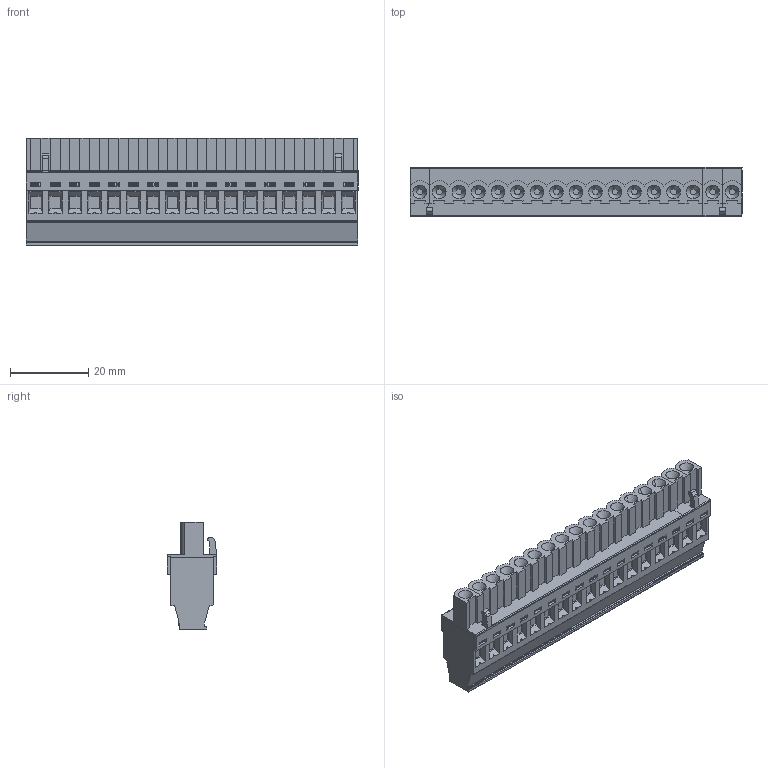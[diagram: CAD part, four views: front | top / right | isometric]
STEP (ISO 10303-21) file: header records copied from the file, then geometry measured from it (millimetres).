
FILE_DESCRIPTION(('STEP AP214'),'1');
FILE_NAME('SV17-5-F.stp','2020-03-24T11:18:27',(' '),(' '),'Spatial InterOp 3D',' ',' ');
FILE_SCHEMA(('AUTOMOTIVE_DESIGN { 1 0 10303 214 1 1 1 1 }'));
Length unit declared in the file: metre
Products named in the file (1): 1
Bounding box: 85 x 12.59 x 27.6 mm (x, y, z)
Volume: 19119 mm3; surface area: 10052.2 mm2
Topology: 1 solids, 1 shells, 1002 faces, 2490 edges, 1643 vertices
Faces by surface type: plane 792, cylinder 170, cone 40
Full cylindrical faces by diameter (mm): 1.588 x14, 2.6 x14, 2.829 x14, 3.474 x1, 3.8 x14, 3.97 x14
Entity records: 36340 total; most frequent: CARTESIAN_POINT 5113, DIRECTION 4654, ORIENTED_EDGE 4616, EDGE_CURVE 2308, LINE 1862, VECTOR 1862, VERTEX_POINT 1560, AXIS2_PLACEMENT_3D 1396
